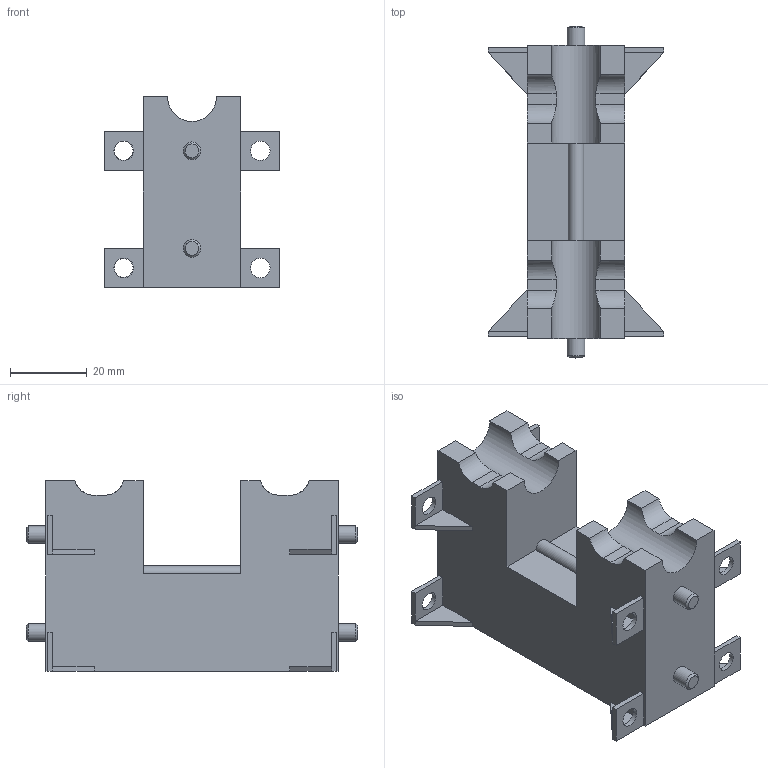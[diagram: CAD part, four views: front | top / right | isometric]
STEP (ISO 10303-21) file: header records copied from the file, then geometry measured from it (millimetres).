
FILE_DESCRIPTION(/* description */ (''),/* implementation_level */ '2;1');
FILE_NAME(/* name */ 'Coil Holder Track.step',/* time_stamp */ '2025-04-28T14:53:43-07:00',/* author */ (''),/* organization */ (''),/* preprocessor_version */ 'ST-DEVELOPER v20.1',/* originating_system */ 'Autodesk Translation Framework v14.4.0.0',/* authorisation */ '');
FILE_SCHEMA (('AUTOMOTIVE_DESIGN { 1 0 10303 214 3 1 1 }'));
Length unit declared in the file: inch
Products named in the file (1): Coil Holder Track
Bounding box: 45.72 x 86.36 x 49.66 mm (x, y, z)
Volume: 78035.4 mm3; surface area: 16744.5 mm2
Topology: 1 solids, 1 shells, 104 faces, 270 edges, 176 vertices
Faces by surface type: plane 77, cylinder 23, cone 4
Full cylindrical faces by diameter (mm): 4.572 x4, 4.907 x2, 5.08 x6
Entity records: 3279 total; most frequent: CARTESIAN_POINT 639, ORIENTED_EDGE 540, DIRECTION 514, EDGE_CURVE 270, LINE 220, VECTOR 220, VERTEX_POINT 176, AXIS2_PLACEMENT_3D 147
